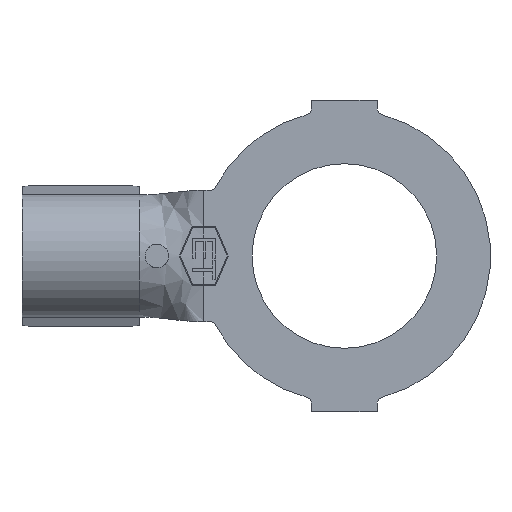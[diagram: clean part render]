
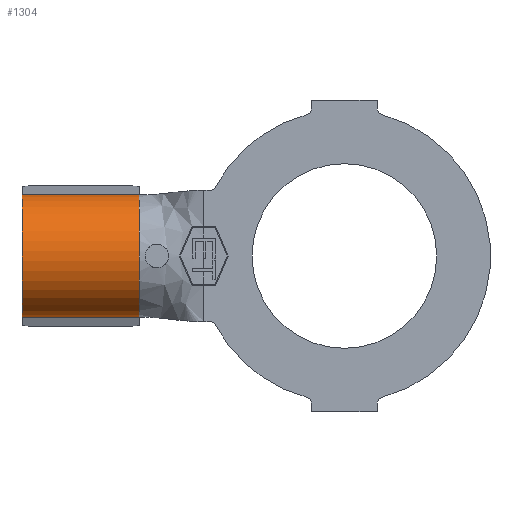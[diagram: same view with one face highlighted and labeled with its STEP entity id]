
A CAD part, front view. The second image highlights one B-rep face of the part: STEP entity #1304.
In plain terms, the highlighted cylindrical face has radius 1.676 mm (diameter 3.353 mm), a partial arc.
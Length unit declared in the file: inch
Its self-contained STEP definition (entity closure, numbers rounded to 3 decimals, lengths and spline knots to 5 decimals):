
#52 = CARTESIAN_POINT ( 'NONE',  ( -0.344, 0.05603, -0.06524 ) ) ;
#142 = VECTOR ( 'NONE', #355, 39.37008 ) ;
#163 = ORIENTED_EDGE ( 'NONE', *, *, #3423, .T. ) ;
#276 = CARTESIAN_POINT ( 'NONE',  ( -0.344, 0.066, 0. ) ) ;
#355 = DIRECTION ( 'NONE',  ( 1., 0., 0. ) ) ;
#534 = VERTEX_POINT ( 'NONE', #2681 ) ;
#593 = DIRECTION ( 'NONE',  ( 0., 0., -1. ) ) ;
#635 = ORIENTED_EDGE ( 'NONE', *, *, #841, .F. ) ;
#704 = DIRECTION ( 'NONE',  ( 1., 0., 0. ) ) ;
#719 = FACE_OUTER_BOUND ( 'NONE', #2119, .T. ) ;
#732 = VERTEX_POINT ( 'NONE', #2159 ) ;
#778 = VERTEX_POINT ( 'NONE', #1576 ) ;
#841 = EDGE_CURVE ( 'NONE', #732, #534, #2442, .T. ) ;
#1304 = ADVANCED_FACE ( 'NONE', ( #719 ), #1429, .T. ) ;
#1429 = CYLINDRICAL_SURFACE ( 'NONE', #3214, 0.066 ) ;
#1576 = CARTESIAN_POINT ( 'NONE',  ( -0.344, 0.05603, -0.06524 ) ) ;
#1634 = VERTEX_POINT ( 'NONE', #2152 ) ;
#1717 = DIRECTION ( 'NONE',  ( 1., 0., 0. ) ) ;
#1762 = LINE ( 'NONE', #52, #142 ) ;
#1950 = ORIENTED_EDGE ( 'NONE', *, *, #2707, .T. ) ;
#2093 = CIRCLE ( 'NONE', #3585, 0.066 ) ;
#2119 = EDGE_LOOP ( 'NONE', ( #3627, #635, #163, #1950 ) ) ;
#2152 = CARTESIAN_POINT ( 'NONE',  ( -0.219, 0.05603, -0.06524 ) ) ;
#2159 = CARTESIAN_POINT ( 'NONE',  ( -0.344, 0.05603, 0.06524 ) ) ;
#2225 = CARTESIAN_POINT ( 'NONE',  ( -0.344, 0.05603, 0.06524 ) ) ;
#2422 = DIRECTION ( 'NONE',  ( 1., 0., 0. ) ) ;
#2442 = LINE ( 'NONE', #2225, #3914 ) ;
#2649 = DIRECTION ( 'NONE',  ( 1., 0., 0. ) ) ;
#2681 = CARTESIAN_POINT ( 'NONE',  ( -0.219, 0.05603, 0.06524 ) ) ;
#2707 = EDGE_CURVE ( 'NONE', #778, #1634, #1762, .T. ) ;
#2972 = DIRECTION ( 'NONE',  ( 0., 0., -1. ) ) ;
#3214 = AXIS2_PLACEMENT_3D ( 'NONE', #3611, #2649, #2972 ) ;
#3358 = CIRCLE ( 'NONE', #3517, 0.066 ) ;
#3423 = EDGE_CURVE ( 'NONE', #732, #778, #3358, .T. ) ;
#3517 = AXIS2_PLACEMENT_3D ( 'NONE', #276, #2422, #593 ) ;
#3585 = AXIS2_PLACEMENT_3D ( 'NONE', #3588, #1717, #3893 ) ;
#3588 = CARTESIAN_POINT ( 'NONE',  ( -0.219, 0.066, 0. ) ) ;
#3611 = CARTESIAN_POINT ( 'NONE',  ( -0.344, 0.066, 0. ) ) ;
#3627 = ORIENTED_EDGE ( 'NONE', *, *, #3787, .F. ) ;
#3787 = EDGE_CURVE ( 'NONE', #534, #1634, #2093, .T. ) ;
#3893 = DIRECTION ( 'NONE',  ( 0., 0., -1. ) ) ;
#3914 = VECTOR ( 'NONE', #704, 39.37008 ) ;
